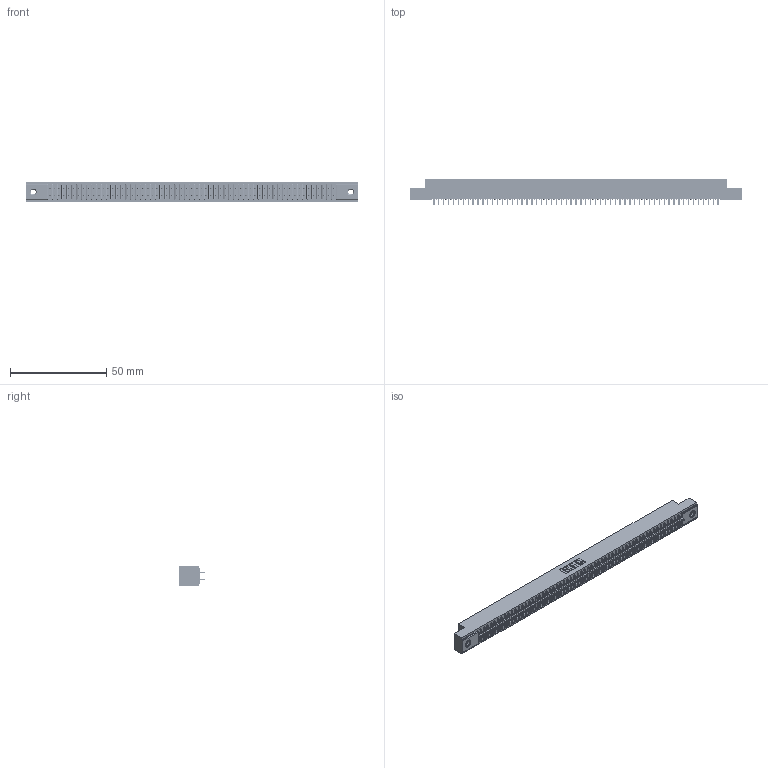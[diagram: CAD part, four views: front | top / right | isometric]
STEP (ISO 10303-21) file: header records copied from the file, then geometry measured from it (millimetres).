
FILE_DESCRIPTION (( 'STEP AP203' ), '1' );
FILE_NAME ('391-118-524-207.STEP', '2018-08-09T23:46:24', ( '' ), ( '' ), 'SwSTEP 2.0', 'SolidWorks 2016', '' );
FILE_SCHEMA (( 'CONFIG_CONTROL_DESIGN' ));
Length unit declared in the file: inch
Products named in the file (4): 341 Part_.156 (3.96) Dia Mounting Holes; 341-292-001_341-292-124; 345-250-001_345-250-005-103; 391-118-524-207
Assembly tree (121 placements, depth 2):
  391-118-524-207
    341 Part_.156 (3.96) Dia Mounting Holes
    341-292-001_341-292-124  x118
    345-250-001_345-250-005-103  x2
Bounding box: 172.09 x 13.64 x 10.16 mm (x, y, z)
Volume: 12698 mm3; surface area: 22884.9 mm2
Topology: 121 solids, 121 shells, 7964 faces, 23049 edges, 14922 vertices
Faces by surface type: plane 4820, cylinder 2892, sphere 120, torus 120, cone 12
Entity records: 70323 total; most frequent: CARTESIAN_POINT 11672, ORIENTED_EDGE 11594, DIRECTION 11325, EDGE_CURVE 5797, VECTOR 4699, LINE 4699, VERTEX_POINT 3660, AXIS2_PLACEMENT_3D 3313
